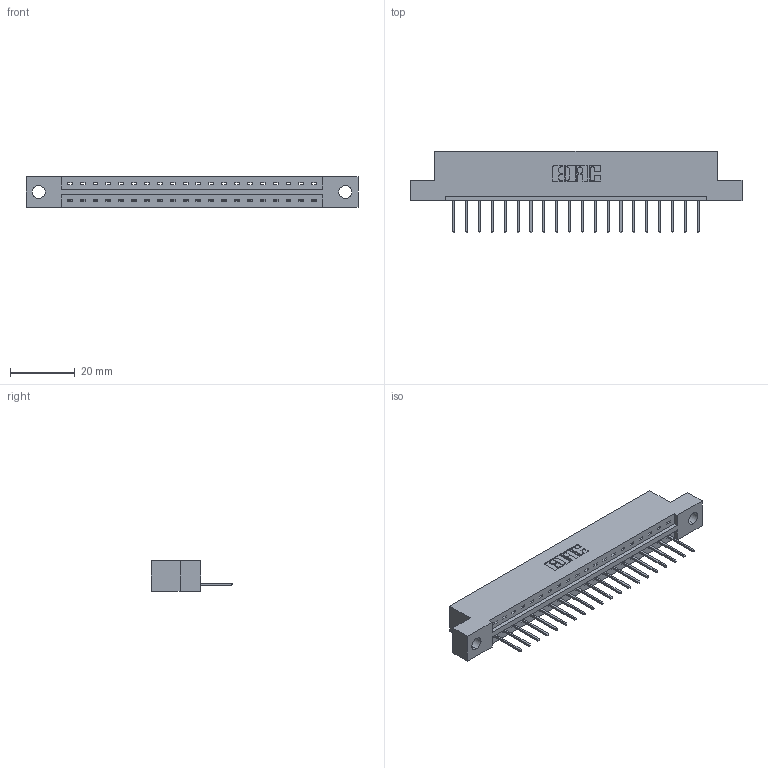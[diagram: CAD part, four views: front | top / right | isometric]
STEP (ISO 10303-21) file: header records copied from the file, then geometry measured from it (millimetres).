
FILE_DESCRIPTION (( 'STEP AP203' ), '1' );
FILE_NAME ('387-020-523-104.STEP', '2018-09-13T07:50:04', ( '' ), ( '' ), 'SwSTEP 2.0', 'SolidWorks 2016', '' );
FILE_SCHEMA (( 'CONFIG_CONTROL_DESIGN' ));
Length unit declared in the file: inch
Products named in the file (3): 337 Part_Flush Mounting Lugs - 0.156 Dia-TH; 345-292-001_345-293-123; 387-020-523-104
Assembly tree (21 placements, depth 2):
  387-020-523-104
    337 Part_Flush Mounting Lugs - 0.156 Dia-TH
    345-292-001_345-293-123  x20
Bounding box: 102.26 x 25.15 x 9.4 mm (x, y, z)
Volume: 10257.4 mm3; surface area: 10290.3 mm2
Topology: 21 solids, 21 shells, 1354 faces, 4071 edges, 2686 vertices
Faces by surface type: plane 990, cylinder 364
Entity records: 17733 total; most frequent: CARTESIAN_POINT 3094, ORIENTED_EDGE 3050, DIRECTION 2649, EDGE_CURVE 1525, LINE 1397, VECTOR 1397, VERTEX_POINT 1014, AXIS2_PLACEMENT_3D 626
